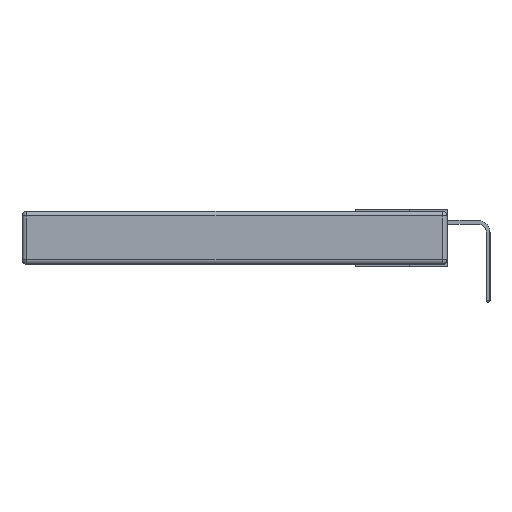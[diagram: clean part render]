
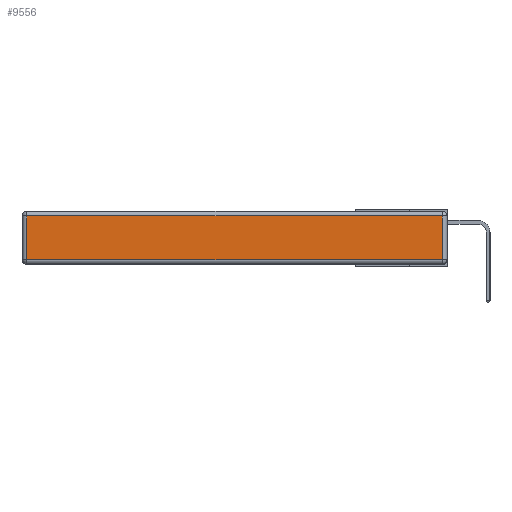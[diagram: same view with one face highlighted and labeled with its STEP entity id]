
A CAD part, left-side view. The second image highlights one B-rep face of the part: STEP entity #9556.
In plain terms, the highlighted planar face has unit normal (-1, 0, 0).
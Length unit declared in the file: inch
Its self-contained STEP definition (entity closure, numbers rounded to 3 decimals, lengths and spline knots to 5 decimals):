
#1538 = CARTESIAN_POINT ( 'NONE',  ( 0., 2.72, -0.03 ) ) ;
#1986 = CARTESIAN_POINT ( 'NONE',  ( 0., 0.03, -0.313 ) ) ;
#2028 = VERTEX_POINT ( 'NONE', #13252 ) ;
#2516 = VECTOR ( 'NONE', #11514, 39.37008 ) ;
#2729 = AXIS2_PLACEMENT_3D ( 'NONE', #28517, #3816, #8554 ) ;
#3709 = EDGE_CURVE ( 'NONE', #24430, #16999, #24340, .T. ) ;
#3816 = DIRECTION ( 'NONE',  ( -1., 0., 0. ) ) ;
#4011 = ORIENTED_EDGE ( 'NONE', *, *, #10443, .T. ) ;
#7143 = LINE ( 'NONE', #7863, #19772 ) ;
#7863 = CARTESIAN_POINT ( 'NONE',  ( 0., 2.75, -0.03 ) ) ;
#7911 = ORIENTED_EDGE ( 'NONE', *, *, #21612, .T. ) ;
#8318 = EDGE_CURVE ( 'NONE', #16999, #18289, #18801, .T. ) ;
#8554 = DIRECTION ( 'NONE',  ( 0., 0., 1. ) ) ;
#8770 = VECTOR ( 'NONE', #9472, 39.37008 ) ;
#9472 = DIRECTION ( 'NONE',  ( 0., 0., 1. ) ) ;
#9556 = ADVANCED_FACE ( 'NONE', ( #25335 ), #26545, .T. ) ;
#10443 = EDGE_CURVE ( 'NONE', #18289, #2028, #15147, .T. ) ;
#10512 = EDGE_LOOP ( 'NONE', ( #24624, #4011, #7911, #26971 ) ) ;
#11514 = DIRECTION ( 'NONE',  ( 0., 0., -1. ) ) ;
#13252 = CARTESIAN_POINT ( 'NONE',  ( 0., 0.03, -0.03 ) ) ;
#13535 = CARTESIAN_POINT ( 'NONE',  ( 0., 0., -0.313 ) ) ;
#15147 = LINE ( 'NONE', #22587, #8770 ) ;
#16222 = CARTESIAN_POINT ( 'NONE',  ( 0., 2.72, -0.343 ) ) ;
#16999 = VERTEX_POINT ( 'NONE', #26752 ) ;
#17102 = DIRECTION ( 'NONE',  ( 0., 1., 0. ) ) ;
#18289 = VERTEX_POINT ( 'NONE', #1986 ) ;
#18801 = LINE ( 'NONE', #13535, #24079 ) ;
#19772 = VECTOR ( 'NONE', #17102, 39.37008 ) ;
#21612 = EDGE_CURVE ( 'NONE', #2028, #24430, #7143, .T. ) ;
#22587 = CARTESIAN_POINT ( 'NONE',  ( 0., 0.03, -0.343 ) ) ;
#24079 = VECTOR ( 'NONE', #26690, 39.37008 ) ;
#24340 = LINE ( 'NONE', #16222, #2516 ) ;
#24430 = VERTEX_POINT ( 'NONE', #1538 ) ;
#24624 = ORIENTED_EDGE ( 'NONE', *, *, #8318, .T. ) ;
#25335 = FACE_OUTER_BOUND ( 'NONE', #10512, .T. ) ;
#26545 = PLANE ( 'NONE',  #2729 ) ;
#26690 = DIRECTION ( 'NONE',  ( 0., -1., 0. ) ) ;
#26752 = CARTESIAN_POINT ( 'NONE',  ( 0., 2.72, -0.313 ) ) ;
#26971 = ORIENTED_EDGE ( 'NONE', *, *, #3709, .T. ) ;
#28517 = CARTESIAN_POINT ( 'NONE',  ( 0., 0., -0.343 ) ) ;
